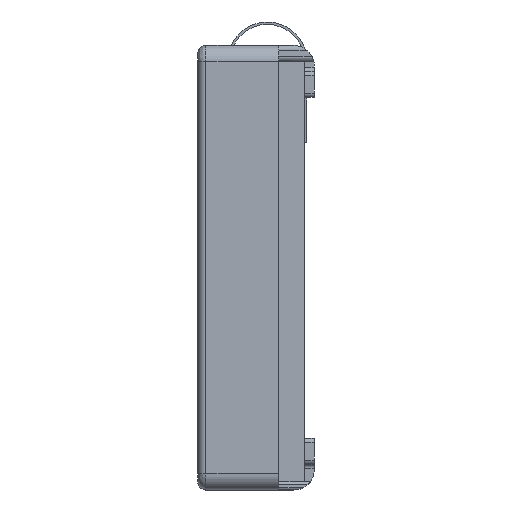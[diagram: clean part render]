
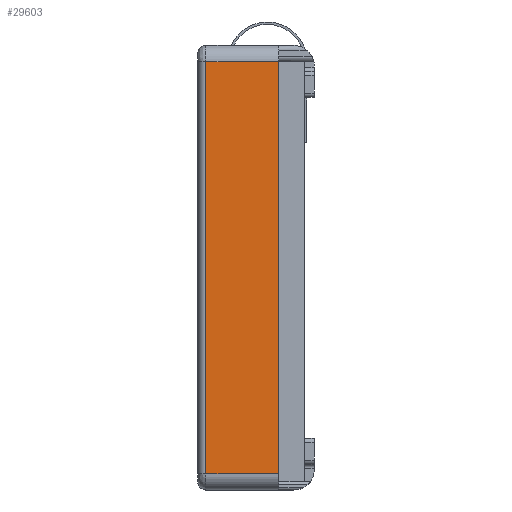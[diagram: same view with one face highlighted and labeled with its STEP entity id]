
A CAD part, left-side view. The second image highlights one B-rep face of the part: STEP entity #29603.
In plain terms, the highlighted planar face has unit normal (-1, 0, 0).
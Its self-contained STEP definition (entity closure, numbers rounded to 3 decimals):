
#1391=PLANE('',#30618);
#2983=FACE_OUTER_BOUND('',#4699,.T.);
#4699=EDGE_LOOP('',(#27090,#27091,#27092,#27093));
#7069=LINE('',#57794,#9533);
#7085=LINE('',#57844,#9549);
#7088=LINE('',#57865,#9552);
#7102=LINE('',#57921,#9566);
#9533=VECTOR('',#34716,10.);
#9549=VECTOR('',#34772,10.);
#9552=VECTOR('',#34785,10.);
#9566=VECTOR('',#34827,10.);
#14137=VERTEX_POINT('',#57791);
#14138=VERTEX_POINT('',#57793);
#14142=VERTEX_POINT('',#57838);
#14144=VERTEX_POINT('',#57855);
#18402=EDGE_CURVE('',#14137,#14138,#7069,.T.);
#18423=EDGE_CURVE('',#14138,#14142,#7085,.T.);
#18430=EDGE_CURVE('',#14144,#14137,#7088,.T.);
#18452=EDGE_CURVE('',#14142,#14144,#7102,.T.);
#27090=ORIENTED_EDGE('',*,*,#18423,.F.);
#27091=ORIENTED_EDGE('',*,*,#18402,.F.);
#27092=ORIENTED_EDGE('',*,*,#18430,.F.);
#27093=ORIENTED_EDGE('',*,*,#18452,.F.);
#29603=ADVANCED_FACE('',(#2983),#1391,.T.);
#30618=AXIS2_PLACEMENT_3D('',#58015,#34913,#34914);
#34716=DIRECTION('',(0.,0.,-1.));
#34772=DIRECTION('',(0.,1.,0.));
#34785=DIRECTION('',(0.,-1.,0.));
#34827=DIRECTION('',(0.,0.,1.));
#34913=DIRECTION('center_axis',(-1.,0.,0.));
#34914=DIRECTION('ref_axis',(0.,0.,1.));
#57791=CARTESIAN_POINT('',(-26.6,0.8,13.));
#57793=CARTESIAN_POINT('',(-26.6,0.8,-12.5));
#57794=CARTESIAN_POINT('',(-26.6,0.8,14.));
#57838=CARTESIAN_POINT('',(-26.6,5.3,-12.5));
#57844=CARTESIAN_POINT('',(-26.6,0.8,-12.5));
#57855=CARTESIAN_POINT('',(-26.6,5.3,13.));
#57865=CARTESIAN_POINT('',(-26.6,0.8,13.));
#57921=CARTESIAN_POINT('',(-26.6,5.3,-6.625));
#58015=CARTESIAN_POINT('Origin',(-26.6,0.8,-13.5));
